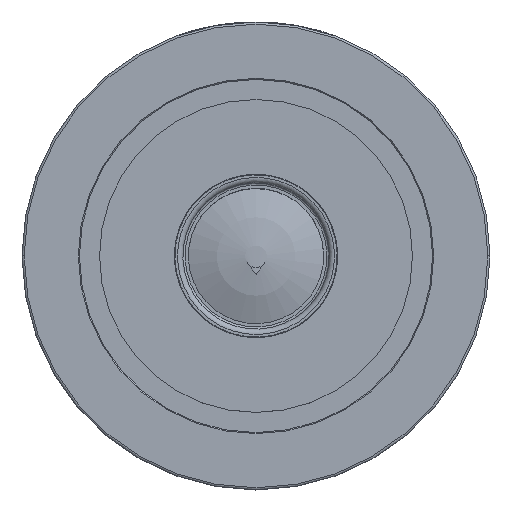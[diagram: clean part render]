
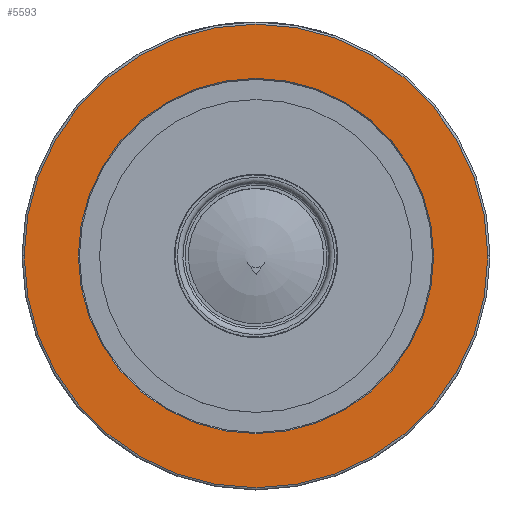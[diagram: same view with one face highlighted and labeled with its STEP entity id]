
A CAD part, top view. The second image highlights one B-rep face of the part: STEP entity #5593.
In plain terms, the highlighted planar face has unit normal (0, 0, 1).
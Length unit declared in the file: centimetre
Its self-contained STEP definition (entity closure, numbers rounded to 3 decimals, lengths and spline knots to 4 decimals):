
#252=PLANE('',#6023);
#1326=VERTEX_POINT('',#7265);
#1327=VERTEX_POINT('',#7267);
#1334=VERTEX_POINT('',#7283);
#1335=VERTEX_POINT('',#7285);
#1927=CIRCLE('',#5936,2.0828);
#1934=CIRCLE('',#5945,2.7178);
#1983=CIRCLE('',#6024,2.0828);
#1984=CIRCLE('',#6025,2.7178);
#2100=EDGE_CURVE('',#1327,#1326,#1927,.T.);
#2108=EDGE_CURVE('',#1335,#1334,#1934,.T.);
#2361=EDGE_CURVE('',#1326,#1327,#1983,.F.);
#2362=EDGE_CURVE('',#1334,#1335,#1984,.T.);
#3264=ORIENTED_EDGE('',*,*,#2100,.T.);
#3265=ORIENTED_EDGE('',*,*,#2361,.T.);
#3266=ORIENTED_EDGE('',*,*,#2108,.T.);
#3267=ORIENTED_EDGE('',*,*,#2362,.T.);
#4808=EDGE_LOOP('',(#3264,#3265));
#4809=EDGE_LOOP('',(#3266,#3267));
#5212=FACE_BOUND('',#4808,.T.);
#5213=FACE_BOUND('',#4809,.T.);
#5593=ADVANCED_FACE('',(#5212,#5213),#252,.T.);
#5936=AXIS2_PLACEMENT_3D('',#7266,#6367,#6368);
#5945=AXIS2_PLACEMENT_3D('',#7284,#6384,#6385);
#6023=AXIS2_PLACEMENT_3D('',#9360,#6591,$);
#6024=AXIS2_PLACEMENT_3D('',#9361,#6592,#6593);
#6025=AXIS2_PLACEMENT_3D('',#9362,#6594,#6595);
#6367=DIRECTION('',(0.,0.,-1.));
#6368=DIRECTION('',(2.083,0.,0.));
#6384=DIRECTION('',(0.,0.,1.));
#6385=DIRECTION('',(2.718,0.,0.));
#6591=DIRECTION('',(0.,0.,1.));
#6592=DIRECTION('',(0.,0.,1.));
#6593=DIRECTION('',(2.083,0.,0.));
#6594=DIRECTION('',(0.,0.,1.));
#6595=DIRECTION('',(2.718,0.,0.));
#7265=CARTESIAN_POINT('',(-2.0828,0.,0.));
#7266=CARTESIAN_POINT('',(0.,0.,0.));
#7267=CARTESIAN_POINT('',(2.0828,0.,0.));
#7283=CARTESIAN_POINT('',(-2.7178,0.,0.));
#7284=CARTESIAN_POINT('',(0.,0.,0.));
#7285=CARTESIAN_POINT('',(2.7178,0.,0.));
#9360=CARTESIAN_POINT('',(2.0701,0.,0.));
#9361=CARTESIAN_POINT('',(0.,0.,0.));
#9362=CARTESIAN_POINT('',(0.,0.,0.));
